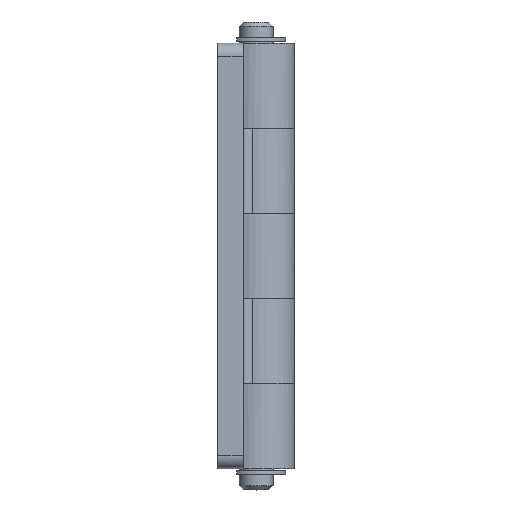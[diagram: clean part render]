
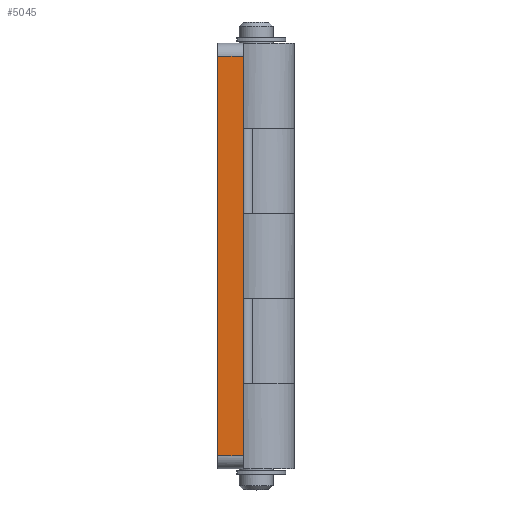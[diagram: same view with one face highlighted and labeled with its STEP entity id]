
A CAD part, left-side view. The second image highlights one B-rep face of the part: STEP entity #5045.
In plain terms, the highlighted free-form (B-spline) face has degree [1, 1] with [2, 2] control points.
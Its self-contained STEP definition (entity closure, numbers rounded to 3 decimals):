
#4429=CARTESIAN_POINT('',(-50.0,9.0,3.0));
#4430=VERTEX_POINT('',#4429);
#4444=CARTESIAN_POINT('',(-50.0,9.0,97.0));
#4445=VERTEX_POINT('',#4444);
#4446=CARTESIAN_POINT('',(-50.0,9.0,97.0));
#4447=CARTESIAN_POINT('',(-50.0,9.0,3.0));
#4448=QUASI_UNIFORM_CURVE('',1,(#4446,#4447),.UNSPECIFIED.,.F.,.U.);
#4449=EDGE_CURVE('',#4445,#4430,#4448,.T.);
#4561=CARTESIAN_POINT('',(-50.0,3.0,3.0));
#4562=VERTEX_POINT('',#4561);
#4578=CARTESIAN_POINT('',(-50.0,9.0,3.0));
#4579=CARTESIAN_POINT('',(-50.0,3.0,3.0));
#4580=QUASI_UNIFORM_CURVE('',1,(#4578,#4579),.UNSPECIFIED.,.F.,.U.);
#4581=EDGE_CURVE('',#4430,#4562,#4580,.T.);
#4608=CARTESIAN_POINT('',(-50.0,3.0,97.0));
#4609=VERTEX_POINT('',#4608);
#4629=CARTESIAN_POINT('',(-50.0,3.0,97.0));
#4630=CARTESIAN_POINT('',(-50.0,9.0,97.0));
#4631=QUASI_UNIFORM_CURVE('',1,(#4629,#4630),.UNSPECIFIED.,.F.,.U.);
#4632=EDGE_CURVE('',#4609,#4445,#4631,.T.);
#5030=CARTESIAN_POINT('',(-50.0,2.7,-1.695));
#5031=CARTESIAN_POINT('',(-50.0,2.7,101.695));
#5032=CARTESIAN_POINT('',(-50.0,9.3,-1.695));
#5033=CARTESIAN_POINT('',(-50.0,9.3,101.695));
#5034=B_SPLINE_SURFACE_WITH_KNOTS('',1,1,((#5030,#5032),(#5031,#5033)),.UNSPECIFIED.,.F.,.F.,.U.,(2,2),(2,2),(0.0,103.391),(0.0,6.599),.UNSPECIFIED.);
#5035=ORIENTED_EDGE('',*,*,#4449,.T.);
#5036=ORIENTED_EDGE('',*,*,#4581,.T.);
#5037=CARTESIAN_POINT('',(-50.0,3.0,97.0));
#5038=CARTESIAN_POINT('',(-50.0,3.0,3.0));
#5039=QUASI_UNIFORM_CURVE('',1,(#5037,#5038),.UNSPECIFIED.,.F.,.U.);
#5040=EDGE_CURVE('',#4609,#4562,#5039,.T.);
#5041=ORIENTED_EDGE('',*,*,#5040,.F.);
#5042=ORIENTED_EDGE('',*,*,#4632,.T.);
#5043=EDGE_LOOP('',(#5035,#5036,#5041,#5042));
#5044=FACE_OUTER_BOUND('',#5043,.T.);
#5045=ADVANCED_FACE('',(#5044),#5034,.T.);
